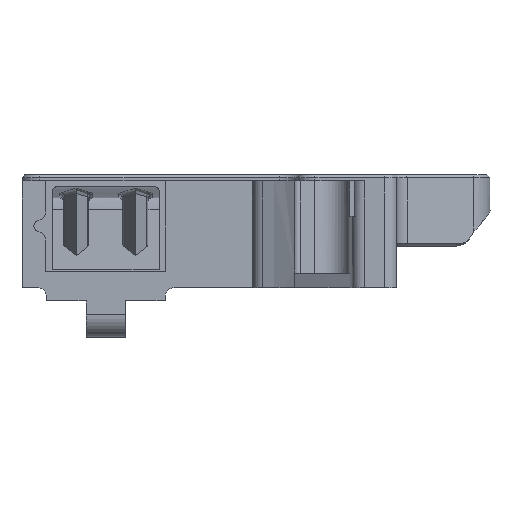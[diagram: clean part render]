
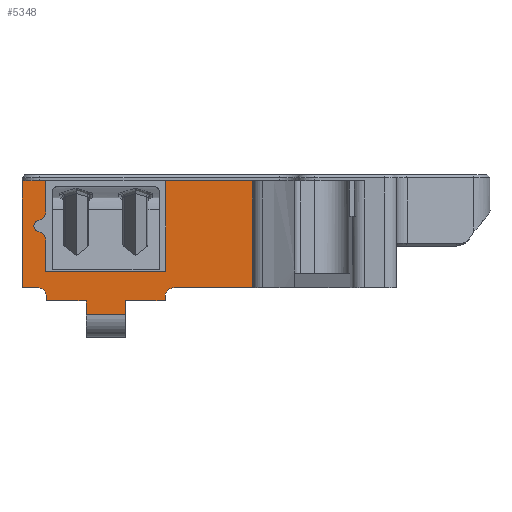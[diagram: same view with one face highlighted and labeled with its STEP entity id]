
A CAD part, front view. The second image highlights one B-rep face of the part: STEP entity #5348.
In plain terms, the highlighted planar face has unit normal (0, -1, 0).
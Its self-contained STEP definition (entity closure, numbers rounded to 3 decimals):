
#188=LINE('',#8842,#649);
#190=LINE('',#8846,#651);
#192=LINE('',#8851,#653);
#193=LINE('',#8853,#654);
#194=LINE('',#8855,#655);
#195=LINE('',#8857,#656);
#196=LINE('',#8861,#657);
#197=LINE('',#8863,#658);
#198=LINE('',#8865,#659);
#199=LINE('',#8866,#660);
#200=LINE('',#8872,#661);
#201=LINE('',#8874,#662);
#202=LINE('',#8876,#663);
#203=LINE('',#8878,#664);
#204=LINE('',#8882,#665);
#205=LINE('',#8884,#666);
#206=LINE('',#8885,#667);
#649=VECTOR('',#6202,5.234);
#651=VECTOR('',#6206,20.2);
#653=VECTOR('',#6210,6.6);
#654=VECTOR('',#6211,2.35);
#655=VECTOR('',#6212,6.7);
#656=VECTOR('',#6213,0.7);
#657=VECTOR('',#6216,13.194);
#658=VECTOR('',#6217,18.);
#659=VECTOR('',#6218,14.594);
#660=VECTOR('',#6219,15.2);
#661=VECTOR('',#6224,5.234);
#662=VECTOR('',#6225,4.);
#663=VECTOR('',#6226,18.);
#664=VECTOR('',#6227,2.6);
#665=VECTOR('',#6230,0.7);
#666=VECTOR('',#6231,6.7);
#667=VECTOR('',#6232,2.35);
#1114=PLANE('',#5683);
#1252=FACE_OUTER_BOUND('',#1562,.T.);
#1562=EDGE_LOOP('',(#3716,#3717,#3718,#3719,#3720,#3721,#3722,#3723,#3724,
#3725,#3726,#3727,#3728,#3729,#3730,#3731,#3732,#3733,#3734,#3735,#3736,
#3737,#3738));
#1883=CIRCLE('',#5678,1.);
#1884=CIRCLE('',#5680,1.4);
#1885=CIRCLE('',#5684,1.5);
#1886=CIRCLE('',#5685,1.);
#1887=CIRCLE('',#5686,1.4);
#1888=CIRCLE('',#5687,1.5);
#2298=VERTEX_POINT('',#8831);
#2299=VERTEX_POINT('',#8833);
#2300=VERTEX_POINT('',#8837);
#2301=VERTEX_POINT('',#8841);
#2302=VERTEX_POINT('',#8845);
#2303=VERTEX_POINT('',#8849);
#2304=VERTEX_POINT('',#8850);
#2305=VERTEX_POINT('',#8852);
#2306=VERTEX_POINT('',#8854);
#2307=VERTEX_POINT('',#8856);
#2308=VERTEX_POINT('',#8858);
#2309=VERTEX_POINT('',#8860);
#2310=VERTEX_POINT('',#8862);
#2311=VERTEX_POINT('',#8864);
#2312=VERTEX_POINT('',#8867);
#2313=VERTEX_POINT('',#8869);
#2314=VERTEX_POINT('',#8871);
#2315=VERTEX_POINT('',#8873);
#2316=VERTEX_POINT('',#8875);
#2317=VERTEX_POINT('',#8877);
#2318=VERTEX_POINT('',#8879);
#2319=VERTEX_POINT('',#8881);
#2320=VERTEX_POINT('',#8883);
#2842=EDGE_CURVE('',#2298,#2299,#1883,.T.);
#2843=EDGE_CURVE('',#2300,#2298,#1884,.T.);
#2845=EDGE_CURVE('',#2300,#2301,#188,.T.);
#2847=EDGE_CURVE('',#2301,#2302,#190,.T.);
#2849=EDGE_CURVE('',#2303,#2304,#192,.T.);
#2850=EDGE_CURVE('',#2305,#2303,#193,.T.);
#2851=EDGE_CURVE('',#2306,#2305,#194,.T.);
#2852=EDGE_CURVE('',#2306,#2307,#195,.T.);
#2853=EDGE_CURVE('',#2307,#2308,#1885,.T.);
#2854=EDGE_CURVE('',#2309,#2308,#196,.T.);
#2855=EDGE_CURVE('',#2310,#2309,#197,.T.);
#2856=EDGE_CURVE('',#2311,#2310,#198,.T.);
#2857=EDGE_CURVE('',#2302,#2311,#199,.T.);
#2858=EDGE_CURVE('',#2299,#2312,#1886,.T.);
#2859=EDGE_CURVE('',#2312,#2313,#1887,.T.);
#2860=EDGE_CURVE('',#2314,#2313,#200,.T.);
#2861=EDGE_CURVE('',#2314,#2315,#201,.T.);
#2862=EDGE_CURVE('',#2316,#2315,#202,.T.);
#2863=EDGE_CURVE('',#2317,#2316,#203,.T.);
#2864=EDGE_CURVE('',#2317,#2318,#1888,.T.);
#2865=EDGE_CURVE('',#2318,#2319,#204,.T.);
#2866=EDGE_CURVE('',#2320,#2319,#205,.T.);
#2867=EDGE_CURVE('',#2304,#2320,#206,.T.);
#3716=ORIENTED_EDGE('',*,*,#2849,.F.);
#3717=ORIENTED_EDGE('',*,*,#2850,.F.);
#3718=ORIENTED_EDGE('',*,*,#2851,.F.);
#3719=ORIENTED_EDGE('',*,*,#2852,.T.);
#3720=ORIENTED_EDGE('',*,*,#2853,.T.);
#3721=ORIENTED_EDGE('',*,*,#2854,.F.);
#3722=ORIENTED_EDGE('',*,*,#2855,.F.);
#3723=ORIENTED_EDGE('',*,*,#2856,.F.);
#3724=ORIENTED_EDGE('',*,*,#2857,.F.);
#3725=ORIENTED_EDGE('',*,*,#2847,.F.);
#3726=ORIENTED_EDGE('',*,*,#2845,.F.);
#3727=ORIENTED_EDGE('',*,*,#2843,.T.);
#3728=ORIENTED_EDGE('',*,*,#2842,.T.);
#3729=ORIENTED_EDGE('',*,*,#2858,.T.);
#3730=ORIENTED_EDGE('',*,*,#2859,.T.);
#3731=ORIENTED_EDGE('',*,*,#2860,.F.);
#3732=ORIENTED_EDGE('',*,*,#2861,.T.);
#3733=ORIENTED_EDGE('',*,*,#2862,.F.);
#3734=ORIENTED_EDGE('',*,*,#2863,.F.);
#3735=ORIENTED_EDGE('',*,*,#2864,.T.);
#3736=ORIENTED_EDGE('',*,*,#2865,.T.);
#3737=ORIENTED_EDGE('',*,*,#2866,.F.);
#3738=ORIENTED_EDGE('',*,*,#2867,.F.);
#5348=ADVANCED_FACE('',(#1252),#1114,.T.);
#5678=AXIS2_PLACEMENT_3D('',#8835,#6193,#6194);
#5680=AXIS2_PLACEMENT_3D('',#8838,#6197,#6198);
#5683=AXIS2_PLACEMENT_3D('',#8848,#6208,#6209);
#5684=AXIS2_PLACEMENT_3D('',#8859,#6214,#6215);
#5685=AXIS2_PLACEMENT_3D('',#8868,#6220,#6221);
#5686=AXIS2_PLACEMENT_3D('',#8870,#6222,#6223);
#5687=AXIS2_PLACEMENT_3D('',#8880,#6228,#6229);
#6193=DIRECTION('center_axis',(0.,1.,0.));
#6194=DIRECTION('ref_axis',(-0.167,0.,-0.986));
#6197=DIRECTION('center_axis',(0.,-1.,0.));
#6198=DIRECTION('ref_axis',(1.,0.,0.));
#6202=DIRECTION('',(0.,0.,-1.));
#6206=DIRECTION('',(1.,0.,0.));
#6208=DIRECTION('center_axis',(0.,-1.,0.));
#6209=DIRECTION('ref_axis',(0.,0.,-1.));
#6210=DIRECTION('',(-1.,0.,0.));
#6211=DIRECTION('',(0.,0.,-1.));
#6212=DIRECTION('',(-1.,0.,0.));
#6213=DIRECTION('',(0.,0.,1.));
#6214=DIRECTION('center_axis',(0.,1.,0.));
#6215=DIRECTION('ref_axis',(-1.,0.,0.));
#6216=DIRECTION('',(-1.,0.,0.));
#6217=DIRECTION('',(0.,0.,-1.));
#6218=DIRECTION('',(1.,0.,0.));
#6219=DIRECTION('',(0.,0.,1.));
#6220=DIRECTION('center_axis',(0.,1.,0.));
#6221=DIRECTION('ref_axis',(-1.,0.,0.));
#6222=DIRECTION('center_axis',(0.,-1.,0.));
#6223=DIRECTION('ref_axis',(0.167,0.,-0.986));
#6224=DIRECTION('',(0.,0.,-1.));
#6225=DIRECTION('',(-1.,0.,0.));
#6226=DIRECTION('',(0.,0.,1.));
#6227=DIRECTION('',(-1.,0.,0.));
#6228=DIRECTION('center_axis',(0.,1.,0.));
#6229=DIRECTION('ref_axis',(0.,0.,1.));
#6230=DIRECTION('',(0.,0.,-1.));
#6231=DIRECTION('',(-1.,0.,0.));
#6232=DIRECTION('',(0.,0.,1.));
#8831=CARTESIAN_POINT('',(-11.667,-19.6,8.914));
#8833=CARTESIAN_POINT('',(-12.5,-19.6,9.9));
#8835=CARTESIAN_POINT('Origin',(-11.5,-19.6,9.9));
#8837=CARTESIAN_POINT('',(-10.5,-19.6,7.534));
#8838=CARTESIAN_POINT('Origin',(-11.9,-19.6,7.534));
#8841=CARTESIAN_POINT('',(-10.5,-19.6,2.3));
#8842=CARTESIAN_POINT('',(-10.5,-19.6,7.534));
#8845=CARTESIAN_POINT('',(9.7,-19.6,2.3));
#8846=CARTESIAN_POINT('',(-10.5,-19.6,2.3));
#8848=CARTESIAN_POINT('Origin',(-14.5,-19.6,17.5));
#8849=CARTESIAN_POINT('',(2.9,-19.6,-5.05));
#8850=CARTESIAN_POINT('',(-3.7,-19.6,-5.05));
#8851=CARTESIAN_POINT('',(2.9,-19.6,-5.05));
#8852=CARTESIAN_POINT('',(2.9,-19.6,-2.7));
#8853=CARTESIAN_POINT('',(2.9,-19.6,-2.7));
#8854=CARTESIAN_POINT('',(9.6,-19.6,-2.7));
#8855=CARTESIAN_POINT('',(9.6,-19.6,-2.7));
#8856=CARTESIAN_POINT('',(9.6,-19.6,-2.));
#8857=CARTESIAN_POINT('',(9.6,-19.6,-2.7));
#8858=CARTESIAN_POINT('',(11.1,-19.6,-0.5));
#8859=CARTESIAN_POINT('Origin',(11.1,-19.6,-2.));
#8860=CARTESIAN_POINT('',(24.294,-19.6,-0.5));
#8861=CARTESIAN_POINT('',(24.294,-19.6,-0.5));
#8862=CARTESIAN_POINT('',(24.294,-19.6,17.5));
#8863=CARTESIAN_POINT('',(24.294,-19.6,17.5));
#8864=CARTESIAN_POINT('',(9.7,-19.6,17.5));
#8865=CARTESIAN_POINT('',(9.7,-19.6,17.5));
#8866=CARTESIAN_POINT('',(9.7,-19.6,2.3));
#8867=CARTESIAN_POINT('',(-11.667,-19.6,10.886));
#8868=CARTESIAN_POINT('Origin',(-11.5,-19.6,9.9));
#8869=CARTESIAN_POINT('',(-10.5,-19.6,12.266));
#8870=CARTESIAN_POINT('Origin',(-11.9,-19.6,12.266));
#8871=CARTESIAN_POINT('',(-10.5,-19.6,17.5));
#8872=CARTESIAN_POINT('',(-10.5,-19.6,17.5));
#8873=CARTESIAN_POINT('',(-14.5,-19.6,17.5));
#8874=CARTESIAN_POINT('',(-10.5,-19.6,17.5));
#8875=CARTESIAN_POINT('',(-14.5,-19.6,-0.5));
#8876=CARTESIAN_POINT('',(-14.5,-19.6,-0.5));
#8877=CARTESIAN_POINT('',(-11.9,-19.6,-0.5));
#8878=CARTESIAN_POINT('',(-11.9,-19.6,-0.5));
#8879=CARTESIAN_POINT('',(-10.4,-19.6,-2.));
#8880=CARTESIAN_POINT('Origin',(-11.9,-19.6,-2.));
#8881=CARTESIAN_POINT('',(-10.4,-19.6,-2.7));
#8882=CARTESIAN_POINT('',(-10.4,-19.6,-2.));
#8883=CARTESIAN_POINT('',(-3.7,-19.6,-2.7));
#8884=CARTESIAN_POINT('',(-3.7,-19.6,-2.7));
#8885=CARTESIAN_POINT('',(-3.7,-19.6,-5.05));
